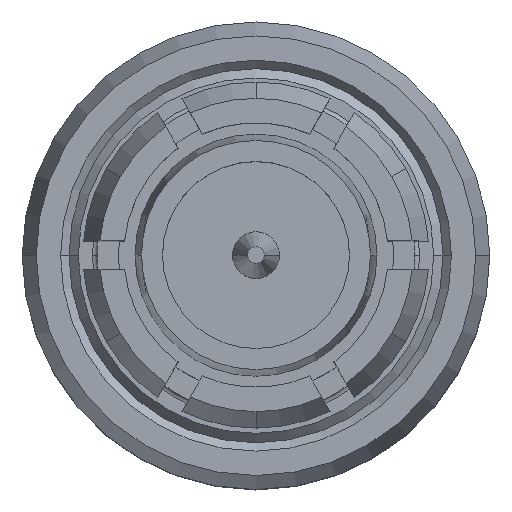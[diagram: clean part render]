
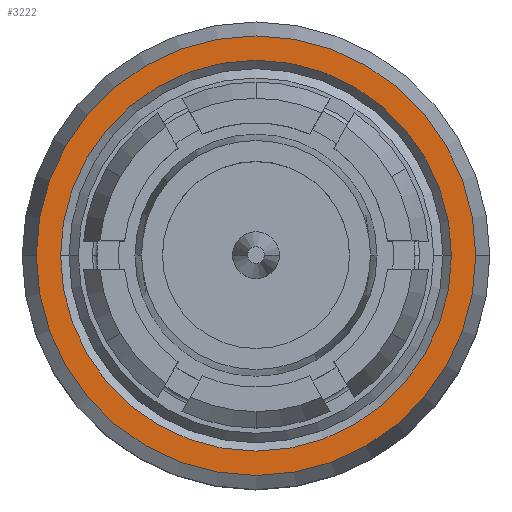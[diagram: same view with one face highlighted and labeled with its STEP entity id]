
A CAD part, top view. The second image highlights one B-rep face of the part: STEP entity #3222.
In plain terms, the highlighted planar face has unit normal (0, 0, 1).
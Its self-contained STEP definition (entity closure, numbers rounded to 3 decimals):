
#73 = CARTESIAN_POINT ( 'NONE',  ( 2.09, 0., -4.3 ) ) ;
#130 = CARTESIAN_POINT ( 'NONE',  ( 0., 0., -4.3 ) ) ;
#305 = EDGE_LOOP ( 'NONE', ( #5398, #4770 ) ) ;
#390 = ORIENTED_EDGE ( 'NONE', *, *, #3700, .T. ) ;
#415 = CARTESIAN_POINT ( 'NONE',  ( 2.35, 0., -4.3 ) ) ;
#449 = VERTEX_POINT ( 'NONE', #543 ) ;
#543 = CARTESIAN_POINT ( 'NONE',  ( -2.35, 0., -4.3 ) ) ;
#575 = AXIS2_PLACEMENT_3D ( 'NONE', #2291, #1758, #4813 ) ;
#591 = DIRECTION ( 'NONE',  ( -1., 0., 0. ) ) ;
#974 = DIRECTION ( 'NONE',  ( 0., 0., -1. ) ) ;
#1073 = CIRCLE ( 'NONE', #575, 2.09 ) ;
#1309 = VERTEX_POINT ( 'NONE', #73 ) ;
#1560 = FACE_OUTER_BOUND ( 'NONE', #305, .T. ) ;
#1693 = DIRECTION ( 'NONE',  ( 0., 0., 1. ) ) ;
#1758 = DIRECTION ( 'NONE',  ( 0., 0., -1. ) ) ;
#1933 = EDGE_CURVE ( 'NONE', #1309, #3683, #1073, .T. ) ;
#1968 = EDGE_LOOP ( 'NONE', ( #3684, #390 ) ) ;
#2291 = CARTESIAN_POINT ( 'NONE',  ( 0., 0., -4.3 ) ) ;
#2445 = CARTESIAN_POINT ( 'NONE',  ( 0., 0., -4.3 ) ) ;
#2631 = CIRCLE ( 'NONE', #3792, 2.35 ) ;
#2777 = PLANE ( 'NONE',  #4335 ) ;
#2783 = AXIS2_PLACEMENT_3D ( 'NONE', #2445, #5545, #2922 ) ;
#2922 = DIRECTION ( 'NONE',  ( 1., 0., 0. ) ) ;
#2957 = EDGE_CURVE ( 'NONE', #449, #3994, #2631, .T. ) ;
#3222 = ADVANCED_FACE ( 'NONE', ( #4568, #1560 ), #2777, .F. ) ;
#3289 = DIRECTION ( 'NONE',  ( 0., 0., -1. ) ) ;
#3656 = CARTESIAN_POINT ( 'NONE',  ( 0., 0., -4.3 ) ) ;
#3683 = VERTEX_POINT ( 'NONE', #5481 ) ;
#3684 = ORIENTED_EDGE ( 'NONE', *, *, #1933, .T. ) ;
#3700 = EDGE_CURVE ( 'NONE', #3683, #1309, #3706, .T. ) ;
#3706 = CIRCLE ( 'NONE', #4505, 2.09 ) ;
#3792 = AXIS2_PLACEMENT_3D ( 'NONE', #4337, #1693, #4795 ) ;
#3994 = VERTEX_POINT ( 'NONE', #415 ) ;
#4107 = DIRECTION ( 'NONE',  ( -1., 0., 0. ) ) ;
#4262 = EDGE_CURVE ( 'NONE', #3994, #449, #5057, .T. ) ;
#4335 = AXIS2_PLACEMENT_3D ( 'NONE', #3656, #974, #4107 ) ;
#4337 = CARTESIAN_POINT ( 'NONE',  ( 0., 0., -4.3 ) ) ;
#4505 = AXIS2_PLACEMENT_3D ( 'NONE', #130, #3289, #591 ) ;
#4568 = FACE_BOUND ( 'NONE', #1968, .T. ) ;
#4770 = ORIENTED_EDGE ( 'NONE', *, *, #4262, .T. ) ;
#4795 = DIRECTION ( 'NONE',  ( 1., 0., 0. ) ) ;
#4813 = DIRECTION ( 'NONE',  ( -1., 0., 0. ) ) ;
#5057 = CIRCLE ( 'NONE', #2783, 2.35 ) ;
#5398 = ORIENTED_EDGE ( 'NONE', *, *, #2957, .T. ) ;
#5481 = CARTESIAN_POINT ( 'NONE',  ( -2.09, 0., -4.3 ) ) ;
#5545 = DIRECTION ( 'NONE',  ( 0., 0., 1. ) ) ;
